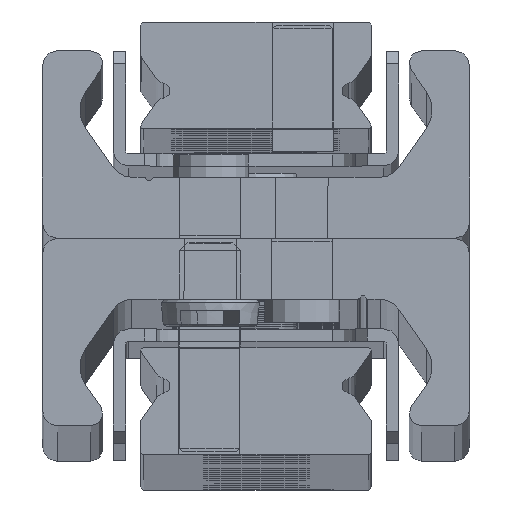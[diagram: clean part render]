
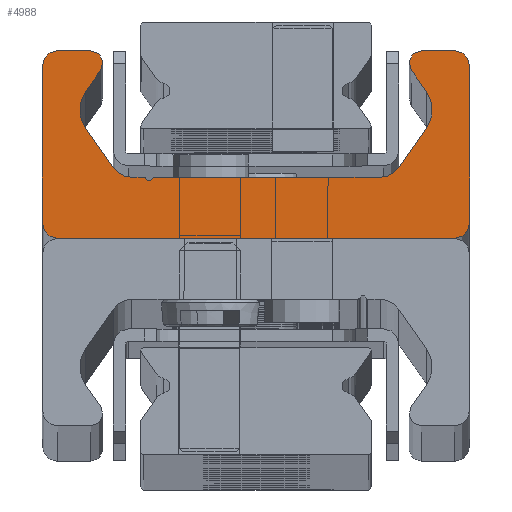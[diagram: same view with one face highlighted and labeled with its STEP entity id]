
A CAD part, top view. The second image highlights one B-rep face of the part: STEP entity #4988.
In plain terms, the highlighted planar face has unit normal (0, 0, 1).
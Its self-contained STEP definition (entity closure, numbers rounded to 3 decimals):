
#3938=CARTESIAN_POINT('',(7.0,0.0,1330.0));
#3939=VERTEX_POINT('',#3938);
#3940=CARTESIAN_POINT('',(6.,1.0,1330.0));
#3941=VERTEX_POINT('',#3940);
#3942=CARTESIAN_POINT('',(7.0,1.0,1330.0));
#3943=DIRECTION('',(0.0,0.0,-1.0));
#3944=DIRECTION('',(-1.0,0.0,0.0));
#3945=AXIS2_PLACEMENT_3D('',#3942,#3943,#3944);
#3946=CIRCLE('',#3945,1.0);
#3947=EDGE_CURVE('',#3939,#3941,#3946,.T.);
#3980=CARTESIAN_POINT('',(6.,11.3,1330.0));
#3981=VERTEX_POINT('',#3980);
#3982=CARTESIAN_POINT('',(6.,1.0,1330.0));
#3983=DIRECTION('',(0.0,1.0,0.0));
#3984=VECTOR('',#3983,10.3);
#3985=LINE('',#3982,#3984);
#3986=EDGE_CURVE('',#3941,#3981,#3985,.T.);
#4011=CARTESIAN_POINT('',(7.0,12.3,1330.0));
#4012=VERTEX_POINT('',#4011);
#4013=CARTESIAN_POINT('',(7.,11.3,1330.0));
#4014=DIRECTION('',(0.0,0.0,-1.0));
#4015=DIRECTION('',(0.0,1.0,0.0));
#4016=AXIS2_PLACEMENT_3D('',#4013,#4014,#4015);
#4017=CIRCLE('',#4016,1.0);
#4018=EDGE_CURVE('',#3981,#4012,#4017,.T.);
#4044=CARTESIAN_POINT('',(9.17,12.3,1330.0));
#4045=VERTEX_POINT('',#4044);
#4046=CARTESIAN_POINT('',(7.0,12.3,1330.0));
#4047=DIRECTION('',(1.0,0.0,0.0));
#4048=VECTOR('',#4047,2.17);
#4049=LINE('',#4046,#4048);
#4050=EDGE_CURVE('',#4012,#4045,#4049,.T.);
#4075=CARTESIAN_POINT('',(9.826,11.041,1330.0));
#4076=VERTEX_POINT('',#4075);
#4077=CARTESIAN_POINT('',(9.17,11.5,1330.0));
#4078=DIRECTION('',(0.0,0.0,-1.));
#4079=DIRECTION('',(0.819,-0.574,0.0));
#4080=AXIS2_PLACEMENT_3D('',#4077,#4078,#4079);
#4081=CIRCLE('',#4080,0.8);
#4082=EDGE_CURVE('',#4045,#4076,#4081,.T.);
#4108=CARTESIAN_POINT('',(8.794,9.567,1330.0));
#4109=VERTEX_POINT('',#4108);
#4110=CARTESIAN_POINT('',(9.826,11.041,1330.0));
#4111=DIRECTION('',(-0.574,-0.819,0.0));
#4112=VECTOR('',#4111,1.799);
#4113=LINE('',#4110,#4112);
#4114=EDGE_CURVE('',#4076,#4109,#4113,.T.);
#4139=CARTESIAN_POINT('',(8.794,7.273,1330.0));
#4140=VERTEX_POINT('',#4139);
#4141=CARTESIAN_POINT('',(10.432,8.42,1330.0));
#4142=DIRECTION('',(0.0,0.0,1.0));
#4143=DIRECTION('',(0.819,-0.574,0.0));
#4144=AXIS2_PLACEMENT_3D('',#4141,#4142,#4143);
#4145=CIRCLE('',#4144,2.0);
#4146=EDGE_CURVE('',#4109,#4140,#4145,.T.);
#4172=CARTESIAN_POINT('',(10.637,4.64,1330.0));
#4173=VERTEX_POINT('',#4172);
#4174=CARTESIAN_POINT('',(8.794,7.273,1330.0));
#4175=DIRECTION('',(0.574,-0.819,0.0));
#4176=VECTOR('',#4175,3.215);
#4177=LINE('',#4174,#4176);
#4178=EDGE_CURVE('',#4140,#4173,#4177,.T.);
#4203=CARTESIAN_POINT('',(11.866,4.,1330.0));
#4204=VERTEX_POINT('',#4203);
#4205=CARTESIAN_POINT('',(11.866,5.5,1330.0));
#4206=DIRECTION('',(0.0,0.0,1.0));
#4207=DIRECTION('',(0.819,0.574,0.0));
#4208=AXIS2_PLACEMENT_3D('',#4205,#4206,#4207);
#4209=CIRCLE('',#4208,1.5);
#4210=EDGE_CURVE('',#4173,#4204,#4209,.T.);
#4236=CARTESIAN_POINT('',(12.665,4.,1330.0));
#4237=VERTEX_POINT('',#4236);
#4238=CARTESIAN_POINT('',(11.866,4.,1330.0));
#4239=DIRECTION('',(1.0,0.0,0.0));
#4240=VECTOR('',#4239,0.798);
#4241=LINE('',#4238,#4240);
#4242=EDGE_CURVE('',#4204,#4237,#4241,.T.);
#4267=CARTESIAN_POINT('',(12.76,3.929,1330.0));
#4268=VERTEX_POINT('',#4267);
#4269=CARTESIAN_POINT('',(12.665,3.9,1330.0));
#4270=DIRECTION('',(0.0,0.0,-1.0));
#4271=DIRECTION('',(0.958,0.286,0.0));
#4272=AXIS2_PLACEMENT_3D('',#4269,#4270,#4271);
#4273=CIRCLE('',#4272,0.1);
#4274=EDGE_CURVE('',#4237,#4268,#4273,.T.);
#4300=CARTESIAN_POINT('',(13.24,3.929,1330.0));
#4301=VERTEX_POINT('',#4300);
#4302=CARTESIAN_POINT('',(13.,4.0,1330.0));
#4303=DIRECTION('',(0.0,0.0,1.));
#4304=DIRECTION('',(0.958,0.286,0.0));
#4305=AXIS2_PLACEMENT_3D('',#4302,#4303,#4304);
#4306=CIRCLE('',#4305,0.25);
#4307=EDGE_CURVE('',#4268,#4301,#4306,.T.);
#4333=CARTESIAN_POINT('',(13.335,4.0,1330.0));
#4334=VERTEX_POINT('',#4333);
#4335=CARTESIAN_POINT('',(13.335,3.9,1330.0));
#4336=DIRECTION('',(0.0,0.0,-1.0));
#4337=DIRECTION('',(0.0,1.0,0.0));
#4338=AXIS2_PLACEMENT_3D('',#4335,#4336,#4337);
#4339=CIRCLE('',#4338,0.1);
#4340=EDGE_CURVE('',#4301,#4334,#4339,.T.);
#4366=CARTESIAN_POINT('',(28.134,4.0,1330.0));
#4367=VERTEX_POINT('',#4366);
#4368=CARTESIAN_POINT('',(13.335,4.0,1330.0));
#4369=DIRECTION('',(1.0,0.0,0.0));
#4370=VECTOR('',#4369,14.798);
#4371=LINE('',#4368,#4370);
#4372=EDGE_CURVE('',#4334,#4367,#4371,.T.);
#4508=CARTESIAN_POINT('',(29.363,4.64,1330.0));
#4509=VERTEX_POINT('',#4508);
#4510=CARTESIAN_POINT('',(28.134,5.5,1330.0));
#4511=DIRECTION('',(0.0,0.0,1.0));
#4512=DIRECTION('',(0.0,1.0,0.0));
#4513=AXIS2_PLACEMENT_3D('',#4510,#4511,#4512);
#4514=CIRCLE('',#4513,1.5);
#4515=EDGE_CURVE('',#4367,#4509,#4514,.T.);
#4541=CARTESIAN_POINT('',(31.206,7.273,1330.0));
#4542=VERTEX_POINT('',#4541);
#4543=CARTESIAN_POINT('',(29.363,4.64,1330.0));
#4544=DIRECTION('',(0.574,0.819,0.0));
#4545=VECTOR('',#4544,3.215);
#4546=LINE('',#4543,#4545);
#4547=EDGE_CURVE('',#4509,#4542,#4546,.T.);
#4572=CARTESIAN_POINT('',(31.206,9.567,1330.0));
#4573=VERTEX_POINT('',#4572);
#4574=CARTESIAN_POINT('',(29.568,8.42,1330.0));
#4575=DIRECTION('',(0.0,0.0,1.));
#4576=DIRECTION('',(-0.819,0.574,0.0));
#4577=AXIS2_PLACEMENT_3D('',#4574,#4575,#4576);
#4578=CIRCLE('',#4577,2.0);
#4579=EDGE_CURVE('',#4542,#4573,#4578,.T.);
#4605=CARTESIAN_POINT('',(30.174,11.041,1330.0));
#4606=VERTEX_POINT('',#4605);
#4607=CARTESIAN_POINT('',(31.206,9.567,1330.0));
#4608=DIRECTION('',(-0.574,0.819,0.0));
#4609=VECTOR('',#4608,1.799);
#4610=LINE('',#4607,#4609);
#4611=EDGE_CURVE('',#4573,#4606,#4610,.T.);
#4636=CARTESIAN_POINT('',(30.83,12.3,1330.0));
#4637=VERTEX_POINT('',#4636);
#4638=CARTESIAN_POINT('',(30.83,11.5,1330.0));
#4639=DIRECTION('',(0.0,0.0,-1.0));
#4640=DIRECTION('',(0.0,1.0,0.0));
#4641=AXIS2_PLACEMENT_3D('',#4638,#4639,#4640);
#4642=CIRCLE('',#4641,0.8);
#4643=EDGE_CURVE('',#4606,#4637,#4642,.T.);
#4669=CARTESIAN_POINT('',(33.0,12.3,1330.0));
#4670=VERTEX_POINT('',#4669);
#4671=CARTESIAN_POINT('',(30.83,12.3,1330.0));
#4672=DIRECTION('',(1.0,0.0,0.0));
#4673=VECTOR('',#4672,2.17);
#4674=LINE('',#4671,#4673);
#4675=EDGE_CURVE('',#4637,#4670,#4674,.T.);
#4700=CARTESIAN_POINT('',(34.0,11.3,1330.0));
#4701=VERTEX_POINT('',#4700);
#4702=CARTESIAN_POINT('',(33.0,11.3,1330.0));
#4703=DIRECTION('',(0.0,0.0,-1.0));
#4704=DIRECTION('',(1.0,0.0,0.0));
#4705=AXIS2_PLACEMENT_3D('',#4702,#4703,#4704);
#4706=CIRCLE('',#4705,1.0);
#4707=EDGE_CURVE('',#4670,#4701,#4706,.T.);
#4733=CARTESIAN_POINT('',(34.0,1.0,1330.0));
#4734=VERTEX_POINT('',#4733);
#4735=CARTESIAN_POINT('',(34.0,11.3,1330.0));
#4736=DIRECTION('',(0.0,-1.0,0.0));
#4737=VECTOR('',#4736,10.3);
#4738=LINE('',#4735,#4737);
#4739=EDGE_CURVE('',#4701,#4734,#4738,.T.);
#4764=CARTESIAN_POINT('',(33.0,0.0,1330.0));
#4765=VERTEX_POINT('',#4764);
#4766=CARTESIAN_POINT('',(33.0,1.0,1330.0));
#4767=DIRECTION('',(0.0,0.0,-1.0));
#4768=DIRECTION('',(0.0,-1.0,0.0));
#4769=AXIS2_PLACEMENT_3D('',#4766,#4767,#4768);
#4770=CIRCLE('',#4769,1.0);
#4771=EDGE_CURVE('',#4734,#4765,#4770,.T.);
#4797=CARTESIAN_POINT('',(33.0,0.0,1330.0));
#4798=DIRECTION('',(-1.0,0.0,0.0));
#4799=VECTOR('',#4798,26.0);
#4800=LINE('',#4797,#4799);
#4801=EDGE_CURVE('',#4765,#3939,#4800,.T.);
#4957=CARTESIAN_POINT('',(19.983,4.783,1330.0));
#4958=DIRECTION('',(0.0,0.0,1.0));
#4959=DIRECTION('',(1.0,0.0,0.0));
#4960=AXIS2_PLACEMENT_3D('',#4957,#4958,#4959);
#4961=PLANE('',#4960);
#4962=ORIENTED_EDGE('',*,*,#3947,.F.);
#4963=ORIENTED_EDGE('',*,*,#4801,.F.);
#4964=ORIENTED_EDGE('',*,*,#4771,.F.);
#4965=ORIENTED_EDGE('',*,*,#4739,.F.);
#4966=ORIENTED_EDGE('',*,*,#4707,.F.);
#4967=ORIENTED_EDGE('',*,*,#4675,.F.);
#4968=ORIENTED_EDGE('',*,*,#4643,.F.);
#4969=ORIENTED_EDGE('',*,*,#4611,.F.);
#4970=ORIENTED_EDGE('',*,*,#4579,.F.);
#4971=ORIENTED_EDGE('',*,*,#4547,.F.);
#4972=ORIENTED_EDGE('',*,*,#4515,.F.);
#4973=ORIENTED_EDGE('',*,*,#4372,.F.);
#4974=ORIENTED_EDGE('',*,*,#4340,.F.);
#4975=ORIENTED_EDGE('',*,*,#4307,.F.);
#4976=ORIENTED_EDGE('',*,*,#4274,.F.);
#4977=ORIENTED_EDGE('',*,*,#4242,.F.);
#4978=ORIENTED_EDGE('',*,*,#4210,.F.);
#4979=ORIENTED_EDGE('',*,*,#4178,.F.);
#4980=ORIENTED_EDGE('',*,*,#4146,.F.);
#4981=ORIENTED_EDGE('',*,*,#4114,.F.);
#4982=ORIENTED_EDGE('',*,*,#4082,.F.);
#4983=ORIENTED_EDGE('',*,*,#4050,.F.);
#4984=ORIENTED_EDGE('',*,*,#4018,.F.);
#4985=ORIENTED_EDGE('',*,*,#3986,.F.);
#4986=EDGE_LOOP('',(#4962,#4963,#4964,#4965,#4966,#4967,#4968,#4969,#4970,#4971,#4972,#4973,#4974,#4975,#4976,#4977,#4978,#4979,#4980,#4981,#4982,#4983,#4984,#4985));
#4987=FACE_OUTER_BOUND('',#4986,.T.);
#4988=ADVANCED_FACE('',(#4987),#4961,.T.);
